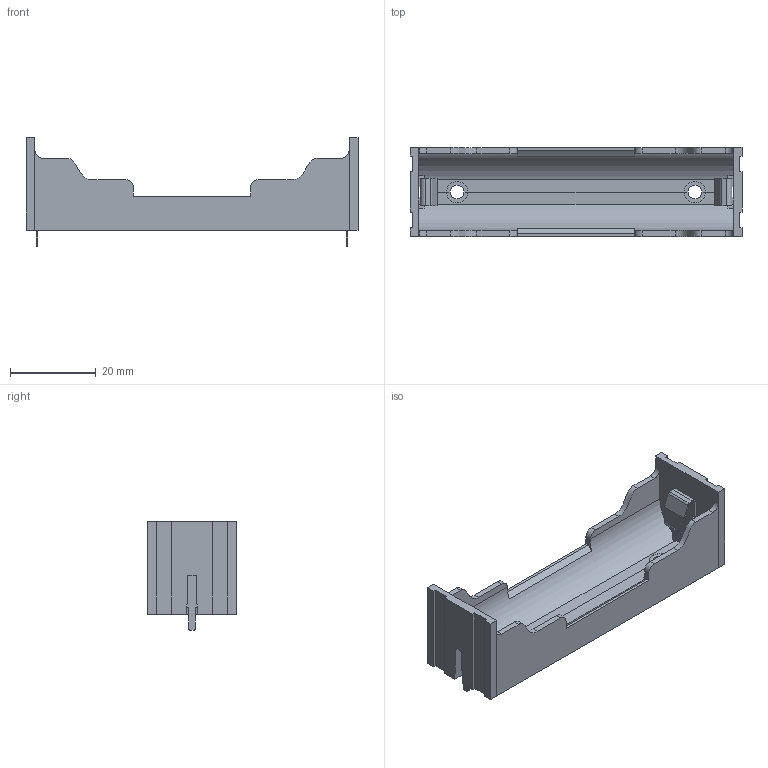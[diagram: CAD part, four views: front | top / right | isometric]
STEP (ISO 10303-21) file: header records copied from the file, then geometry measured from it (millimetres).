
FILE_DESCRIPTION (( 'STEP AP203' ), '1' );
FILE_NAME ('User Library-18650 Full.STEP', '2018-01-21T17:38:52', ( '' ), ( '' ), 'SwSTEP 2.0', 'SolidWorks 2018', '' );
FILE_SCHEMA (( 'CONFIG_CONTROL_DESIGN' ));
Length unit declared in the file: millimetre
Products named in the file (3): User Library-18650 Full_18650s___ _________; User Library-18650 Full; User Library-18650 Full_18650m_1
Assembly tree (3 placements, depth 2):
  User Library-18650 Full
    User Library-18650 Full_18650m_1
    User Library-18650 Full_18650s___ _________  x2
Bounding box: 77.65 x 20.8 x 25.48 mm (x, y, z)
Volume: 8205.3 mm3; surface area: 9159.5 mm2
Topology: 4 solids, 4 shells, 226 faces, 590 edges, 372 vertices
Faces by surface type: plane 170, cylinder 52, bspline 4
Entity records: 5897 total; most frequent: CARTESIAN_POINT 1044, ORIENTED_EDGE 968, DIRECTION 914, EDGE_CURVE 484, LINE 390, VECTOR 390, VERTEX_POINT 312, AXIS2_PLACEMENT_3D 262
